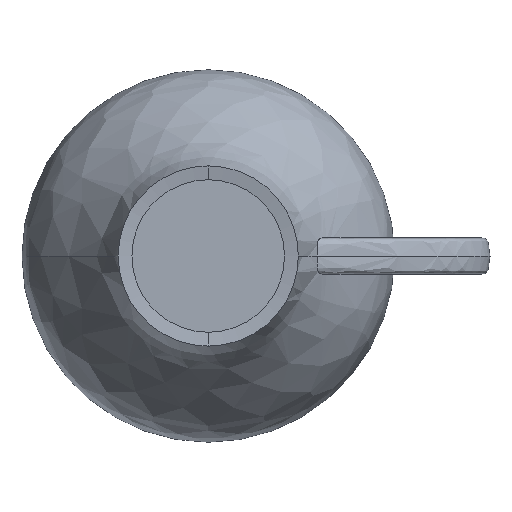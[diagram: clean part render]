
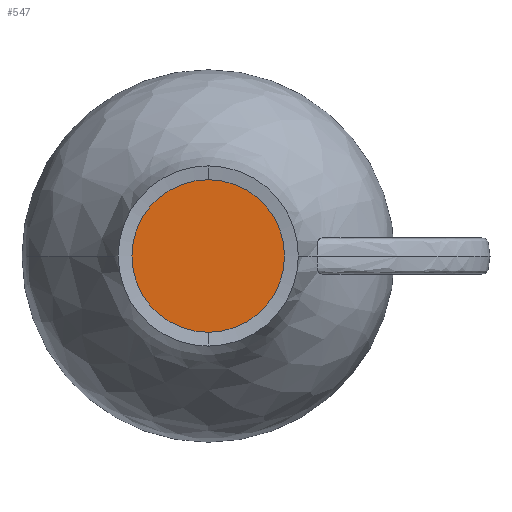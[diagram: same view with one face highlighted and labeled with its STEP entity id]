
A CAD part, front view. The second image highlights one B-rep face of the part: STEP entity #547.
In plain terms, the highlighted planar face has unit normal (0, -1, 0).
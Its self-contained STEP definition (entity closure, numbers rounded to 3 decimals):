
#17 = AXIS2_PLACEMENT_3D ( 'NONE', #1492, #852, #1097 ) ;
#45 = EDGE_CURVE ( 'NONE', #1231, #1289, #588, .T. ) ;
#293 = PLANE ( 'NONE',  #17 ) ;
#404 = DIRECTION ( 'NONE',  ( 0., -1., 0. ) ) ;
#424 = EDGE_LOOP ( 'NONE', ( #469, #875 ) ) ;
#469 = ORIENTED_EDGE ( 'NONE', *, *, #45, .T. ) ;
#547 = ADVANCED_FACE ( 'NONE', ( #1128 ), #293, .F. ) ;
#588 = CIRCLE ( 'NONE', #1044, 19.045 ) ;
#654 = CARTESIAN_POINT ( 'NONE',  ( 0., 0.561, 19.045 ) ) ;
#765 = CARTESIAN_POINT ( 'NONE',  ( 0., 0.561, 0. ) ) ;
#772 = DIRECTION ( 'NONE',  ( 0., 0., -1. ) ) ;
#796 = DIRECTION ( 'NONE',  ( 0., 0., -1. ) ) ;
#852 = DIRECTION ( 'NONE',  ( 0., 1., 0. ) ) ;
#875 = ORIENTED_EDGE ( 'NONE', *, *, #1039, .T. ) ;
#882 = DIRECTION ( 'NONE',  ( 0., -1., 0. ) ) ;
#929 = CARTESIAN_POINT ( 'NONE',  ( 0., 0.561, -19.045 ) ) ;
#941 = CARTESIAN_POINT ( 'NONE',  ( 0., 0.561, 0. ) ) ;
#1039 = EDGE_CURVE ( 'NONE', #1289, #1231, #1313, .T. ) ;
#1044 = AXIS2_PLACEMENT_3D ( 'NONE', #941, #404, #796 ) ;
#1097 = DIRECTION ( 'NONE',  ( 0., 0., 1. ) ) ;
#1128 = FACE_OUTER_BOUND ( 'NONE', #424, .T. ) ;
#1226 = AXIS2_PLACEMENT_3D ( 'NONE', #765, #882, #772 ) ;
#1231 = VERTEX_POINT ( 'NONE', #929 ) ;
#1289 = VERTEX_POINT ( 'NONE', #654 ) ;
#1313 = CIRCLE ( 'NONE', #1226, 19.045 ) ;
#1492 = CARTESIAN_POINT ( 'NONE',  ( -19.045, 0.561, 0. ) ) ;
